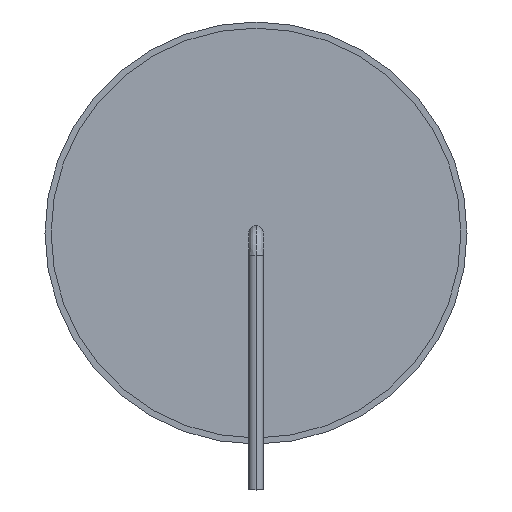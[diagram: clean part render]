
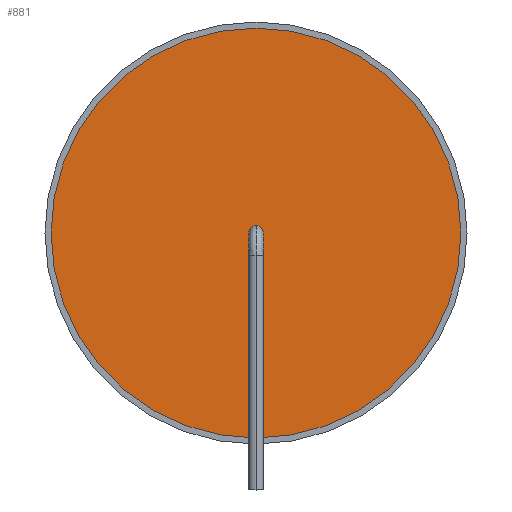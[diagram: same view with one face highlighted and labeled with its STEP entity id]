
A CAD part, left-side view. The second image highlights one B-rep face of the part: STEP entity #881.
In plain terms, the highlighted planar face has unit normal (-1, 0, 0).
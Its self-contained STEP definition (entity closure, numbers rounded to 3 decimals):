
#813=CARTESIAN_POINT('',(-29.,16.75,17.25));
#814=VERTEX_POINT('',#813);
#830=CARTESIAN_POINT('',(-29.,-16.75,17.25));
#831=VERTEX_POINT('',#830);
#838=CARTESIAN_POINT('',(-29.,0.0,17.25));
#839=DIRECTION('',(1.0,0.0,0.0));
#840=DIRECTION('',(0.0,1.0,0.0));
#841=AXIS2_PLACEMENT_3D('',#838,#839,#840);
#842=CIRCLE('',#841,16.75);
#843=EDGE_CURVE('',#831,#814,#842,.T.);
#854=CARTESIAN_POINT('',(-29.,0.0,17.25));
#855=DIRECTION('',(1.0,0.0,0.0));
#856=DIRECTION('',(0.0,1.0,0.0));
#857=AXIS2_PLACEMENT_3D('',#854,#855,#856);
#858=CIRCLE('',#857,16.75);
#859=EDGE_CURVE('',#814,#831,#858,.T.);
#872=CARTESIAN_POINT('',(-29.,0.0,17.25));
#873=DIRECTION('',(1.0,0.0,0.0));
#874=DIRECTION('',(0.0,0.0,-1.0));
#875=AXIS2_PLACEMENT_3D('',#872,#873,#874);
#876=PLANE('',#875);
#877=ORIENTED_EDGE('',*,*,#859,.F.);
#878=ORIENTED_EDGE('',*,*,#843,.F.);
#879=EDGE_LOOP('',(#877,#878));
#880=FACE_OUTER_BOUND('',#879,.T.);
#881=ADVANCED_FACE('',(#880),#876,.F.);
